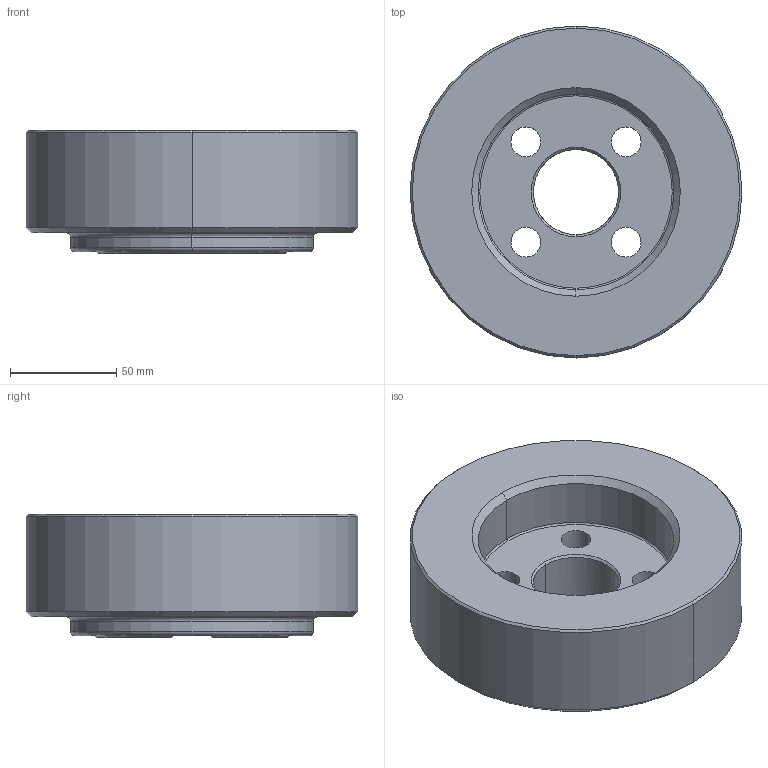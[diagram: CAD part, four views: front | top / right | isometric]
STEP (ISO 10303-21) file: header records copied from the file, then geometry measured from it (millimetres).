
FILE_DESCRIPTION((''),'2;1');
FILE_NAME('4W3A160R00__ASM','2009-12-02T',('rivarolo_pc'),(''),'PRO/ENGINEER BY PARAMETRIC TECHNOLOGY CORPORATION, 2007460','PRO/ENGINEER BY PARAMETRIC TECHNOLOGY CORPORATION, 2007460','');
FILE_SCHEMA(('CONFIG_CONTROL_DESIGN'));
Length unit declared in the file: millimetre
Products named in the file (2): 4W3A160R00_HSG; 4W3A160R00__ASM
Assembly tree (1 placements, depth 2):
  4W3A160R00__ASM
    4W3A160R00_HSG
Bounding box: 155.9 x 155.9 x 58 mm (x, y, z)
Volume: 771453.8 mm3; surface area: 76764.9 mm2
Topology: 1 solids, 1 shells, 68 faces, 162 edges, 98 vertices
Faces by surface type: cone 22, cylinder 22, plane 16, torus 8
Entity records: 2180 total; most frequent: CARTESIAN_POINT 471, DIRECTION 374, ORIENTED_EDGE 324, EDGE_CURVE 162, AXIS2_PLACEMENT_3D 157, VERTEX_POINT 98, CIRCLE 86, EDGE_LOOP 80
